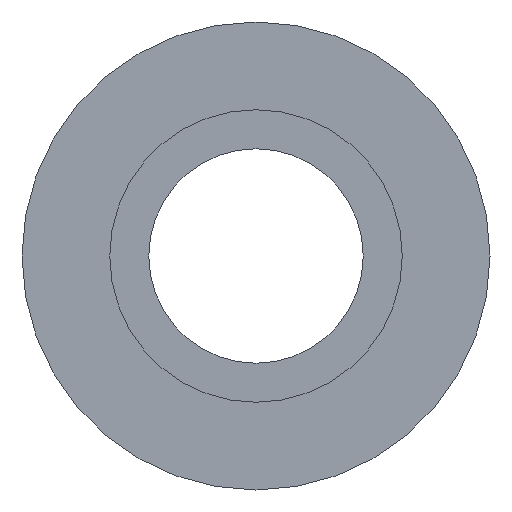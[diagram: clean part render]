
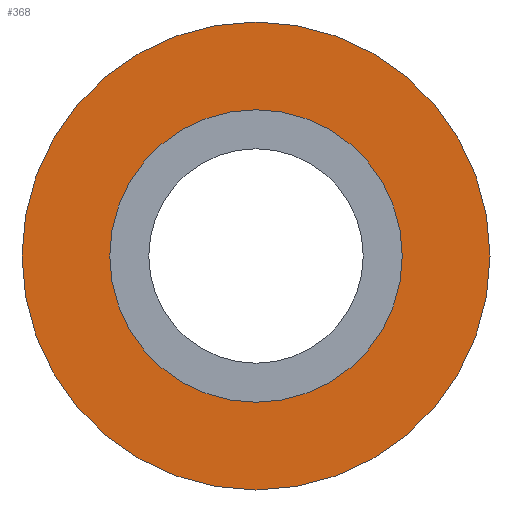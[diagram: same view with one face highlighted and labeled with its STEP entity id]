
A CAD part, front view. The second image highlights one B-rep face of the part: STEP entity #368.
In plain terms, the highlighted planar face has unit normal (0, -1, 0).
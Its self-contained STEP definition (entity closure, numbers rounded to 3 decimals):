
#18=FACE_BOUND('',#62,.T.);
#22=PLANE('',#410);
#38=FACE_OUTER_BOUND('',#61,.T.);
#61=EDGE_LOOP('',(#281));
#62=EDGE_LOOP('',(#282));
#77=CIRCLE('',#408,6.);
#79=CIRCLE('',#411,3.75);
#169=VERTEX_POINT('',#901);
#171=VERTEX_POINT('',#907);
#214=EDGE_CURVE('',#169,#169,#77,.T.);
#217=EDGE_CURVE('',#171,#171,#79,.T.);
#281=ORIENTED_EDGE('',*,*,#214,.T.);
#282=ORIENTED_EDGE('',*,*,#217,.F.);
#368=ADVANCED_FACE('',(#38,#18),#22,.T.);
#408=AXIS2_PLACEMENT_3D('',#902,#468,#469);
#410=AXIS2_PLACEMENT_3D('',#906,#473,#474);
#411=AXIS2_PLACEMENT_3D('',#908,#475,#476);
#468=DIRECTION('center_axis',(0.,-1.,0.));
#469=DIRECTION('ref_axis',(1.,0.,0.));
#473=DIRECTION('center_axis',(0.,-1.,0.));
#474=DIRECTION('ref_axis',(1.,0.,0.));
#475=DIRECTION('center_axis',(0.,-1.,0.));
#476=DIRECTION('ref_axis',(1.,0.,0.));
#901=CARTESIAN_POINT('',(-6.,-2.,0.));
#902=CARTESIAN_POINT('Origin',(0.,-2.,0.));
#906=CARTESIAN_POINT('Origin',(0.,-2.,0.));
#907=CARTESIAN_POINT('',(-3.75,-2.,0.));
#908=CARTESIAN_POINT('Origin',(0.,-2.,0.));
